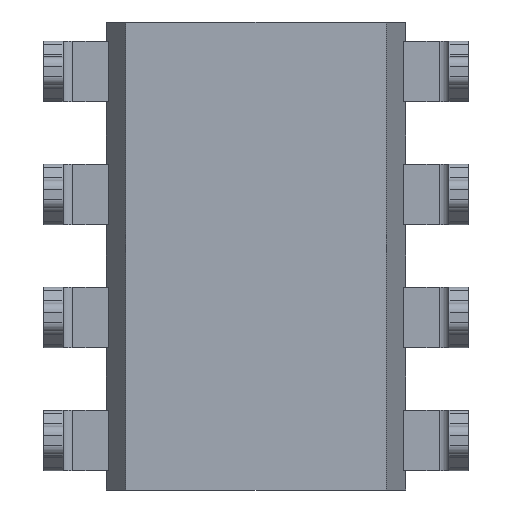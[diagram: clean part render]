
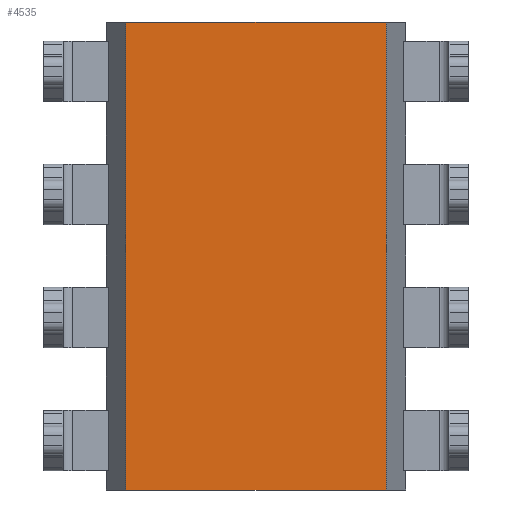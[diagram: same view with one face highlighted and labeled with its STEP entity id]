
A CAD part, front view. The second image highlights one B-rep face of the part: STEP entity #4535.
In plain terms, the highlighted planar face has unit normal (0, -1, 0).
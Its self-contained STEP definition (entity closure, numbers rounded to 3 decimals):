
#218=PLANE('',#4888);
#438=FACE_OUTER_BOUND('',#664,.T.);
#664=EDGE_LOOP('',(#4013,#4014,#4015,#4016));
#992=LINE('',#6927,#1446);
#997=LINE('',#6937,#1451);
#1117=LINE('',#7654,#1571);
#1119=LINE('',#7658,#1573);
#1446=VECTOR('',#5780,10.);
#1451=VECTOR('',#5787,10.);
#1571=VECTOR('',#6001,10.);
#1573=VECTOR('',#6007,10.);
#2016=VERTEX_POINT('',#6924);
#2017=VERTEX_POINT('',#6926);
#2020=VERTEX_POINT('',#6934);
#2021=VERTEX_POINT('',#6936);
#2588=EDGE_CURVE('',#2016,#2017,#992,.T.);
#2593=EDGE_CURVE('',#2021,#2020,#997,.T.);
#2767=EDGE_CURVE('',#2020,#2017,#1117,.T.);
#2769=EDGE_CURVE('',#2016,#2021,#1119,.T.);
#4013=ORIENTED_EDGE('',*,*,#2769,.T.);
#4014=ORIENTED_EDGE('',*,*,#2593,.T.);
#4015=ORIENTED_EDGE('',*,*,#2767,.T.);
#4016=ORIENTED_EDGE('',*,*,#2588,.F.);
#4535=ADVANCED_FACE('',(#438),#218,.T.);
#4888=AXIS2_PLACEMENT_3D('',#7657,#6005,#6006);
#5780=DIRECTION('',(0.,0.,-1.));
#5787=DIRECTION('',(0.,0.,-1.));
#6001=DIRECTION('',(1.,0.,0.));
#6005=DIRECTION('center_axis',(0.,-1.,0.));
#6006=DIRECTION('ref_axis',(0.,0.,-1.));
#6007=DIRECTION('',(-1.,0.,0.));
#6924=CARTESIAN_POINT('',(2.7,-1.75,4.85));
#6926=CARTESIAN_POINT('',(2.7,-1.75,-4.85));
#6927=CARTESIAN_POINT('',(2.7,-1.75,0.));
#6934=CARTESIAN_POINT('',(-2.7,-1.75,-4.85));
#6936=CARTESIAN_POINT('',(-2.7,-1.75,4.85));
#6937=CARTESIAN_POINT('',(-2.7,-1.75,0.));
#7654=CARTESIAN_POINT('',(2.7,-1.75,-4.85));
#7657=CARTESIAN_POINT('Origin',(2.7,-1.75,0.));
#7658=CARTESIAN_POINT('',(2.7,-1.75,4.85));
